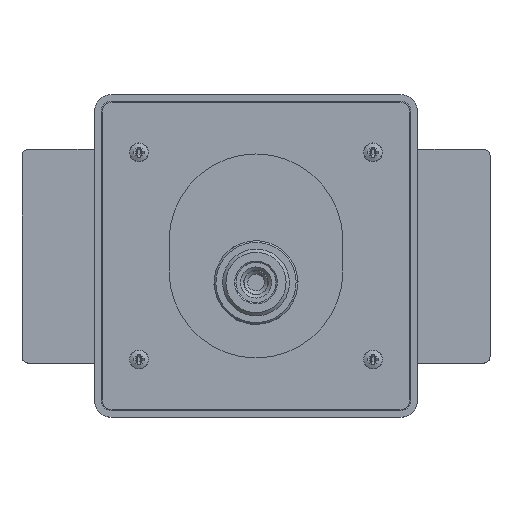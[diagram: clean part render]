
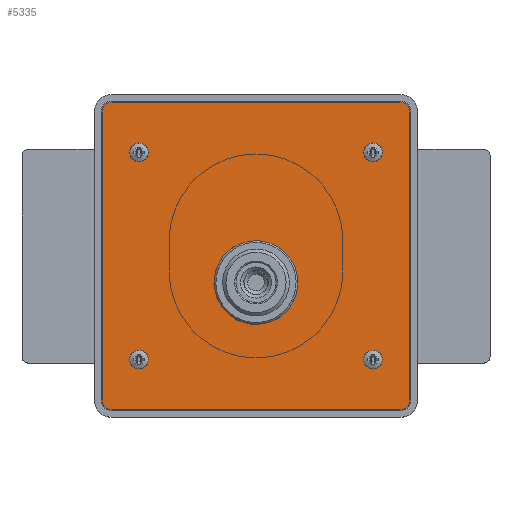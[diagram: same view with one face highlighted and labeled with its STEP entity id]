
A CAD part, top view. The second image highlights one B-rep face of the part: STEP entity #5335.
In plain terms, the highlighted planar face has unit normal (0, 0, 1).
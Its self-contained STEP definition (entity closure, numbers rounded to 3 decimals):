
#316=FACE_BOUND('',#1050,.T.);
#317=FACE_BOUND('',#1051,.T.);
#318=FACE_BOUND('',#1052,.T.);
#319=FACE_BOUND('',#1053,.T.);
#320=FACE_BOUND('',#1054,.T.);
#439=PLANE('',#6052);
#703=FACE_OUTER_BOUND('',#1049,.T.);
#1049=EDGE_LOOP('',(#4538,#4539,#4540,#4541,#4542,#4543,#4544,#4545));
#1050=EDGE_LOOP('',(#4546));
#1051=EDGE_LOOP('',(#4547));
#1052=EDGE_LOOP('',(#4548));
#1053=EDGE_LOOP('',(#4549));
#1054=EDGE_LOOP('',(#4550));
#1473=LINE('',#9055,#1872);
#1476=LINE('',#9063,#1875);
#1479=LINE('',#9071,#1878);
#1482=LINE('',#9078,#1881);
#1872=VECTOR('',#7334,10.);
#1875=VECTOR('',#7343,10.);
#1878=VECTOR('',#7352,10.);
#1881=VECTOR('',#7361,10.);
#2137=CIRCLE('',#6022,7.);
#2139=CIRCLE('',#6025,2.);
#2141=CIRCLE('',#6028,2.);
#2143=CIRCLE('',#6031,2.);
#2145=CIRCLE('',#6034,2.);
#2150=CIRCLE('',#6041,3.);
#2151=CIRCLE('',#6044,3.);
#2152=CIRCLE('',#6047,3.);
#2153=CIRCLE('',#6050,3.);
#2565=VERTEX_POINT('',#9003);
#2567=VERTEX_POINT('',#9009);
#2569=VERTEX_POINT('',#9015);
#2571=VERTEX_POINT('',#9021);
#2573=VERTEX_POINT('',#9027);
#2582=VERTEX_POINT('',#9048);
#2583=VERTEX_POINT('',#9050);
#2584=VERTEX_POINT('',#9054);
#2585=VERTEX_POINT('',#9058);
#2586=VERTEX_POINT('',#9062);
#2587=VERTEX_POINT('',#9066);
#2588=VERTEX_POINT('',#9070);
#2589=VERTEX_POINT('',#9074);
#3228=EDGE_CURVE('',#2565,#2565,#2137,.T.);
#3231=EDGE_CURVE('',#2567,#2567,#2139,.T.);
#3234=EDGE_CURVE('',#2569,#2569,#2141,.T.);
#3237=EDGE_CURVE('',#2571,#2571,#2143,.T.);
#3240=EDGE_CURVE('',#2573,#2573,#2145,.T.);
#3250=EDGE_CURVE('',#2583,#2582,#2150,.T.);
#3252=EDGE_CURVE('',#2584,#2583,#1473,.T.);
#3254=EDGE_CURVE('',#2585,#2584,#2151,.T.);
#3256=EDGE_CURVE('',#2586,#2585,#1476,.T.);
#3258=EDGE_CURVE('',#2587,#2586,#2152,.T.);
#3260=EDGE_CURVE('',#2588,#2587,#1479,.T.);
#3262=EDGE_CURVE('',#2589,#2588,#2153,.T.);
#3264=EDGE_CURVE('',#2582,#2589,#1482,.T.);
#4538=ORIENTED_EDGE('',*,*,#3264,.T.);
#4539=ORIENTED_EDGE('',*,*,#3262,.T.);
#4540=ORIENTED_EDGE('',*,*,#3260,.T.);
#4541=ORIENTED_EDGE('',*,*,#3258,.T.);
#4542=ORIENTED_EDGE('',*,*,#3256,.T.);
#4543=ORIENTED_EDGE('',*,*,#3254,.T.);
#4544=ORIENTED_EDGE('',*,*,#3252,.T.);
#4545=ORIENTED_EDGE('',*,*,#3250,.T.);
#4546=ORIENTED_EDGE('',*,*,#3228,.T.);
#4547=ORIENTED_EDGE('',*,*,#3231,.T.);
#4548=ORIENTED_EDGE('',*,*,#3234,.T.);
#4549=ORIENTED_EDGE('',*,*,#3237,.T.);
#4550=ORIENTED_EDGE('',*,*,#3240,.T.);
#5335=ADVANCED_FACE('',(#703,#316,#317,#318,#319,#320),#439,.T.);
#6022=AXIS2_PLACEMENT_3D('',#9005,#7282,#7283);
#6025=AXIS2_PLACEMENT_3D('',#9011,#7289,#7290);
#6028=AXIS2_PLACEMENT_3D('',#9017,#7296,#7297);
#6031=AXIS2_PLACEMENT_3D('',#9023,#7303,#7304);
#6034=AXIS2_PLACEMENT_3D('',#9029,#7310,#7311);
#6041=AXIS2_PLACEMENT_3D('',#9051,#7329,#7330);
#6044=AXIS2_PLACEMENT_3D('',#9059,#7338,#7339);
#6047=AXIS2_PLACEMENT_3D('',#9067,#7347,#7348);
#6050=AXIS2_PLACEMENT_3D('',#9075,#7356,#7357);
#6052=AXIS2_PLACEMENT_3D('',#9079,#7362,#7363);
#7282=DIRECTION('center_axis',(0.,0.,-1.));
#7283=DIRECTION('ref_axis',(-1.,0.,0.));
#7289=DIRECTION('center_axis',(0.,0.,-1.));
#7290=DIRECTION('ref_axis',(-1.,0.,0.));
#7296=DIRECTION('center_axis',(0.,0.,-1.));
#7297=DIRECTION('ref_axis',(-1.,0.,0.));
#7303=DIRECTION('center_axis',(0.,0.,-1.));
#7304=DIRECTION('ref_axis',(-1.,0.,0.));
#7310=DIRECTION('center_axis',(0.,0.,-1.));
#7311=DIRECTION('ref_axis',(-1.,0.,0.));
#7329=DIRECTION('center_axis',(0.,0.,1.));
#7330=DIRECTION('ref_axis',(-1.,0.,0.));
#7334=DIRECTION('',(0.,1.,0.));
#7338=DIRECTION('center_axis',(0.,0.,1.));
#7339=DIRECTION('ref_axis',(0.,1.,0.));
#7343=DIRECTION('',(1.,0.,0.));
#7347=DIRECTION('center_axis',(0.,0.,1.));
#7348=DIRECTION('ref_axis',(1.,0.,0.));
#7352=DIRECTION('',(0.,-1.,0.));
#7356=DIRECTION('center_axis',(0.,0.,1.));
#7357=DIRECTION('ref_axis',(0.,-1.,0.));
#7361=DIRECTION('',(-1.,0.,0.));
#7362=DIRECTION('center_axis',(0.,0.,1.));
#7363=DIRECTION('ref_axis',(1.,0.,0.));
#9003=CARTESIAN_POINT('',(7.,-8.,1.));
#9005=CARTESIAN_POINT('Origin',(0.,-8.,1.));
#9009=CARTESIAN_POINT('',(-33.,31.,1.));
#9011=CARTESIAN_POINT('Origin',(-35.,31.,1.));
#9015=CARTESIAN_POINT('',(37.,31.,1.));
#9017=CARTESIAN_POINT('Origin',(35.,31.,1.));
#9021=CARTESIAN_POINT('',(37.,-31.,1.));
#9023=CARTESIAN_POINT('Origin',(35.,-31.,1.));
#9027=CARTESIAN_POINT('',(-33.,-31.,1.));
#9029=CARTESIAN_POINT('Origin',(-35.,-31.,1.));
#9048=CARTESIAN_POINT('',(43.,46.,1.));
#9050=CARTESIAN_POINT('',(46.,43.,1.));
#9051=CARTESIAN_POINT('Origin',(43.,43.,1.));
#9054=CARTESIAN_POINT('',(46.,-43.,1.));
#9055=CARTESIAN_POINT('',(46.,43.,1.));
#9058=CARTESIAN_POINT('',(43.,-46.,1.));
#9059=CARTESIAN_POINT('Origin',(43.,-43.,1.));
#9062=CARTESIAN_POINT('',(-43.,-46.,1.));
#9063=CARTESIAN_POINT('',(43.,-46.,1.));
#9066=CARTESIAN_POINT('',(-46.,-43.,1.));
#9067=CARTESIAN_POINT('Origin',(-43.,-43.,1.));
#9070=CARTESIAN_POINT('',(-46.,43.,1.));
#9071=CARTESIAN_POINT('',(-46.,-43.,1.));
#9074=CARTESIAN_POINT('',(-43.,46.,1.));
#9075=CARTESIAN_POINT('Origin',(-43.,43.,1.));
#9078=CARTESIAN_POINT('',(-43.,46.,1.));
#9079=CARTESIAN_POINT('Origin',(0.,0.,
1.));
